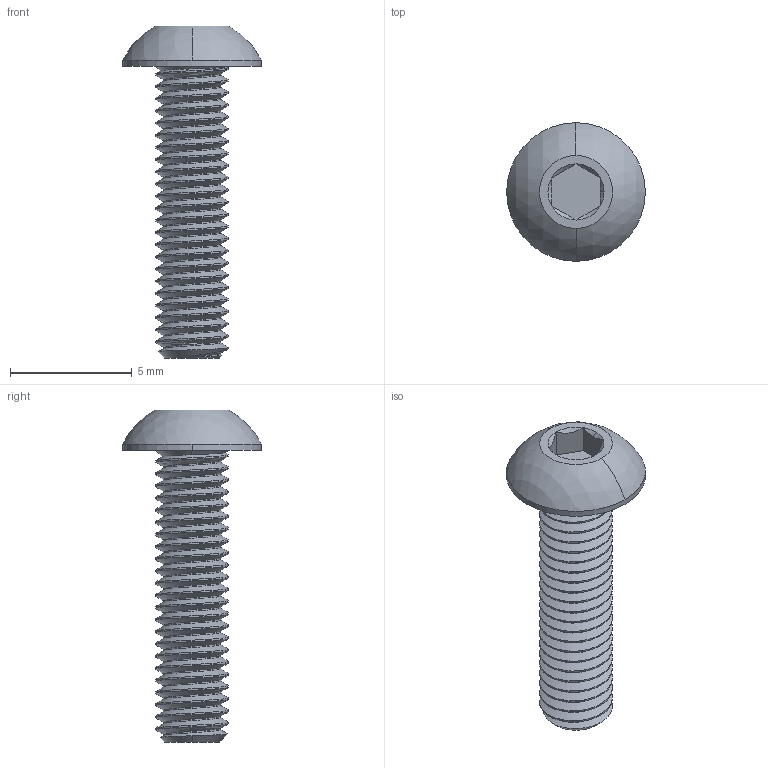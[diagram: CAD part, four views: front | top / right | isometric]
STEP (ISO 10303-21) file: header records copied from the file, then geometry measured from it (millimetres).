
FILE_DESCRIPTION (( 'STEP AP203' ), '1' );
FILE_NAME ('92095A183_Button Head Hex Drive Screw.STEP', '2021-07-08T07:21:04', ( 'Administrator' ), ( 'Managed by Terraform' ), 'SwSTEP 2.0', 'SolidWorks 2017', '' );
FILE_SCHEMA (( 'CONFIG_CONTROL_DESIGN' ));
Length unit declared in the file: millimetre
Products named in the file (1): 92095A183_Button Head Hex Drive Screw
Bounding box: 5.7 x 5.7 x 13.65 mm (x, y, z)
Volume: 94.4 mm3; surface area: 245 mm2
Topology: 1 solids, 1 shells, 125 faces, 347 edges, 226 vertices
Faces by surface type: cylinder 98, cone 13, plane 10, sphere 2, bspline 2
Entity records: 6429 total; most frequent: CARTESIAN_POINT 3741, ORIENTED_EDGE 694, DIRECTION 416, EDGE_CURVE 347, VERTEX_POINT 226, AXIS2_PLACEMENT_3D 151, EDGE_LOOP 127, FACE_OUTER_BOUND 125
